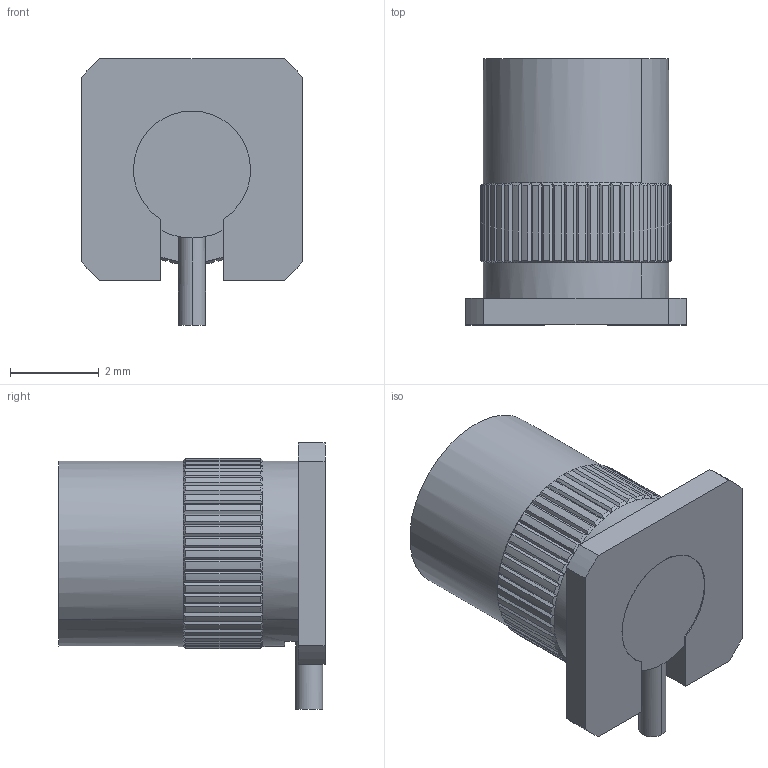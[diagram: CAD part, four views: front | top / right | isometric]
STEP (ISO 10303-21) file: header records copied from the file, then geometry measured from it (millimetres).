
FILE_DESCRIPTION((''),'2;1');
FILE_NAME('SMP-MSLD-PCR-1T_SW0001','2019-12-12T',('Viji'),(''),'CREO PARAMETRIC BY PTC INC, 2018360','CREO PARAMETRIC BY PTC INC, 2018360','');
FILE_SCHEMA(('CONFIG_CONTROL_DESIGN'));
Length unit declared in the file: inch
Products named in the file (1): SMP-MSLD-PCR-1T_SW0001
Bounding box: 5 x 6 x 6.01 mm (x, y, z)
Volume: 65.8 mm3; surface area: 170.3 mm2
Topology: 1 solids, 1 shells, 290 faces, 648 edges, 361 vertices
Faces by surface type: plane 114, cone 104, cylinder 70, sphere 2
Entity records: 8494 total; most frequent: CARTESIAN_POINT 2335, ORIENTED_EDGE 1292, DIRECTION 1266, EDGE_CURVE 646, AXIS2_PLACEMENT_3D 532, VERTEX_POINT 361, EDGE_LOOP 293, FACE_OUTER_BOUND 290
